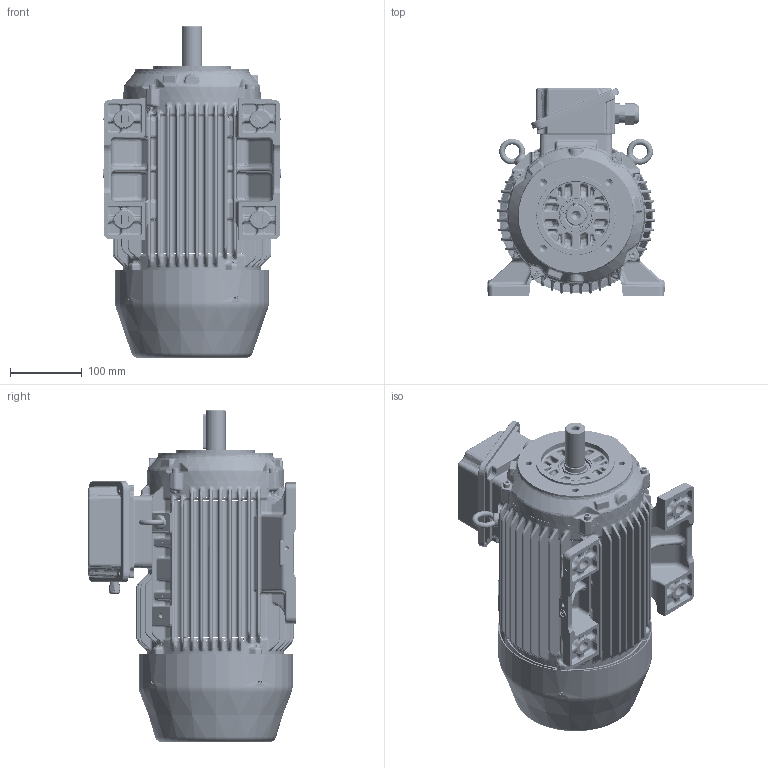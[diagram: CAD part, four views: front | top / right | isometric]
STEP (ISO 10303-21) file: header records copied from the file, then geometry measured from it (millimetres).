
FILE_DESCRIPTION(/* description */ (''),/* implementation_level */ '2;1');
FILE_NAME(/* name */ '6521760xx.stp',/* time_stamp */ '2021-03-30T14:41:18+03:00',/* author */ (''),/* organization */ (''),/* preprocessor_version */ 'ST-DEVELOPER v16',/* originating_system */ 'SIEMENS PLM Software NX 11.0',/* authorisation */ '');
FILE_SCHEMA (('AUTOMOTIVE_DESIGN { 1 0 10303 214 3 1 1 1 }'));
Products named in the file (1): 26000A30F4D8rp1a
Bounding box: 249 x 289.89 x 463.5 mm (x, y, z)
Surface area: 823983.1 mm2 (no closed solid volume)
Topology: 0 solids, 69 shells, 5622 faces, 16862 edges, 10636 vertices
Faces by surface type: bspline 2087, cylinder 1630, plane 1046, torus 374, cone 320, sphere 163, extrusion 2
Full cylindrical faces by diameter (mm): 2.5 x2, 3.3 x3, 3.5 x5, 4 x1, 4.5 x8, 5 x10, 6.8 x2, 8 x1, 8.5 x5, 10 x6, 10.5 x1, 13.2 x1, 15 x1, 17.2 x2, 20 x2, 23.6 x1, 24.2 x1, 25.25 x2, 27.4 x1, 27.7 x2, 28 x1, 30 x2, 35.825 x1, 47 x1, 110 x1, 212 x1, 215 x1
Entity records: 264965 total; most frequent: CARTESIAN_POINT 109452, ORIENTED_EDGE 27604, DIRECTION 25394, EDGE_CURVE 16398, VERTEX_POINT 10590, AXIS2_PLACEMENT_3D 10317, EDGE_LOOP 6067, CIRCLE 5816
